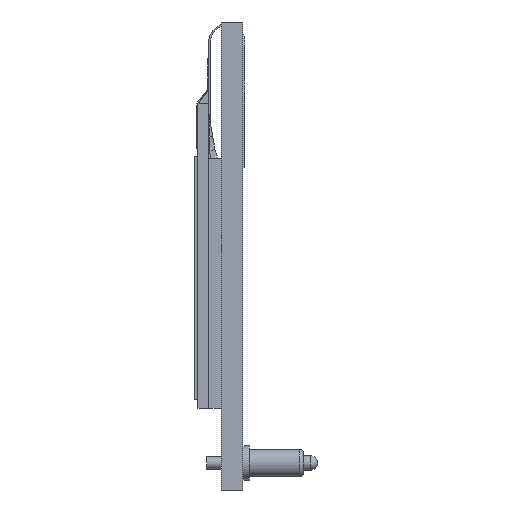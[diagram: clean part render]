
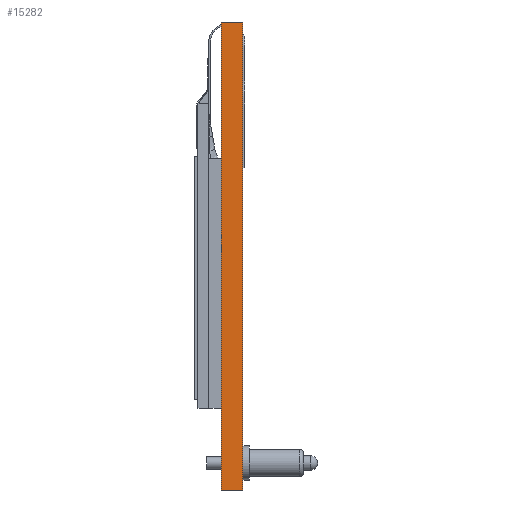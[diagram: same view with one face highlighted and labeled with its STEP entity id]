
A CAD part, left-side view. The second image highlights one B-rep face of the part: STEP entity #15282.
In plain terms, the highlighted planar face has unit normal (-1, 0, 0).
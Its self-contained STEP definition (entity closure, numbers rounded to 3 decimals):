
#150 = FACE_OUTER_BOUND ( 'NONE', #839, .T. ) ;
#403 = VECTOR ( 'NONE', #6554, 1000. ) ;
#685 = EDGE_CURVE ( 'NONE', #5949, #8107, #15672, .T. ) ;
#731 = DIRECTION ( 'NONE',  ( 0., -1., 0. ) ) ;
#756 = AXIS2_PLACEMENT_3D ( 'NONE', #7234, #4636, #2096 ) ;
#839 = EDGE_LOOP ( 'NONE', ( #16227, #16637, #4453, #3047 ) ) ;
#1033 = LINE ( 'NONE', #5293, #1075 ) ;
#1075 = VECTOR ( 'NONE', #15873, 1000. ) ;
#1676 = CARTESIAN_POINT ( 'NONE',  ( -13., 4.16, 13. ) ) ;
#2096 = DIRECTION ( 'NONE',  ( 0., 1., 0. ) ) ;
#3047 = ORIENTED_EDGE ( 'NONE', *, *, #11304, .T. ) ;
#4453 = ORIENTED_EDGE ( 'NONE', *, *, #5674, .F. ) ;
#4636 = DIRECTION ( 'NONE',  ( 1., 0., 0. ) ) ;
#5293 = CARTESIAN_POINT ( 'NONE',  ( -13., 4.16, 13. ) ) ;
#5320 = DIRECTION ( 'NONE',  ( 0., -1., 0. ) ) ;
#5418 = PLANE ( 'NONE',  #756 ) ;
#5674 = EDGE_CURVE ( 'NONE', #5734, #16932, #1033, .T. ) ;
#5734 = VERTEX_POINT ( 'NONE', #13155 ) ;
#5949 = VERTEX_POINT ( 'NONE', #7009 ) ;
#6301 = CARTESIAN_POINT ( 'NONE',  ( -13., 2.96, 13. ) ) ;
#6554 = DIRECTION ( 'NONE',  ( 0., 0., 1. ) ) ;
#6572 = VECTOR ( 'NONE', #5320, 1000. ) ;
#7009 = CARTESIAN_POINT ( 'NONE',  ( -13., 2.96, -13. ) ) ;
#7234 = CARTESIAN_POINT ( 'NONE',  ( -13., 4.16, 13. ) ) ;
#7403 = LINE ( 'NONE', #15122, #11611 ) ;
#8107 = VERTEX_POINT ( 'NONE', #15618 ) ;
#9304 = LINE ( 'NONE', #1676, #6572 ) ;
#11304 = EDGE_CURVE ( 'NONE', #5734, #5949, #7403, .T. ) ;
#11611 = VECTOR ( 'NONE', #731, 1000. ) ;
#13155 = CARTESIAN_POINT ( 'NONE',  ( -13., 4.16, -13. ) ) ;
#15122 = CARTESIAN_POINT ( 'NONE',  ( -13., 4.16, -13. ) ) ;
#15282 = ADVANCED_FACE ( 'NONE', ( #150 ), #5418, .F. ) ;
#15572 = EDGE_CURVE ( 'NONE', #16932, #8107, #9304, .T. ) ;
#15618 = CARTESIAN_POINT ( 'NONE',  ( -13., 2.96, 13. ) ) ;
#15672 = LINE ( 'NONE', #6301, #403 ) ;
#15873 = DIRECTION ( 'NONE',  ( 0., 0., 1. ) ) ;
#16227 = ORIENTED_EDGE ( 'NONE', *, *, #685, .T. ) ;
#16637 = ORIENTED_EDGE ( 'NONE', *, *, #15572, .F. ) ;
#16668 = CARTESIAN_POINT ( 'NONE',  ( -13., 4.16, 13. ) ) ;
#16932 = VERTEX_POINT ( 'NONE', #16668 ) ;
